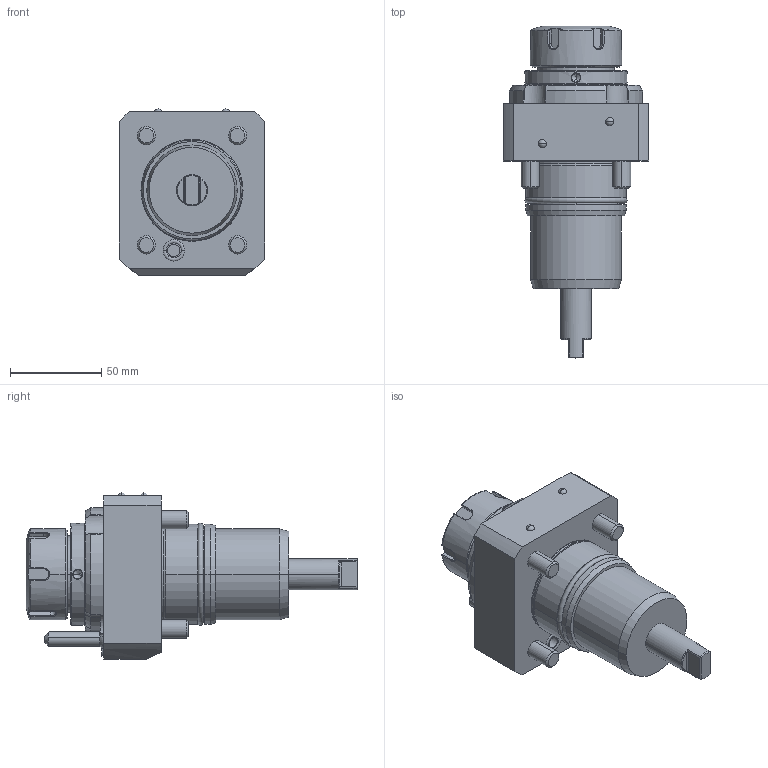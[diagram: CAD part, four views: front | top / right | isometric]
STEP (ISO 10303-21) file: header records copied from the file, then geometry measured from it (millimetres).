
FILE_DESCRIPTION((''),'2;1');
FILE_NAME('NGT2_55_101_32_1_NT','2022-08-12T',('vali'),('NOVA GRUP'),'PRO/ENGINEER BY PARAMETRIC TECHNOLOGY CORPORATION, 2010280','PRO/ENGINEER BY PARAMETRIC TECHNOLOGY CORPORATION, 2010280','');
FILE_SCHEMA(('CONFIG_CONTROL_DESIGN'));
Length unit declared in the file: millimetre
Products named in the file (1): NGT2_55_101_32_1_NT
Bounding box: 80 x 182.1 x 91.1 mm (x, y, z)
Volume: 480172.7 mm3; surface area: 54348 mm2
Topology: 2 solids, 2 shells, 272 faces, 678 edges, 420 vertices
Faces by surface type: plane 91, cylinder 77, cone 50, bspline 28, torus 20, sphere 6
Entity records: 11600 total; most frequent: CARTESIAN_POINT 5361, ORIENTED_EDGE 1332, DIRECTION 1229, EDGE_CURVE 666, AXIS2_PLACEMENT_3D 487, VERTEX_POINT 420, EDGE_LOOP 296, FACE_OUTER_BOUND 272
